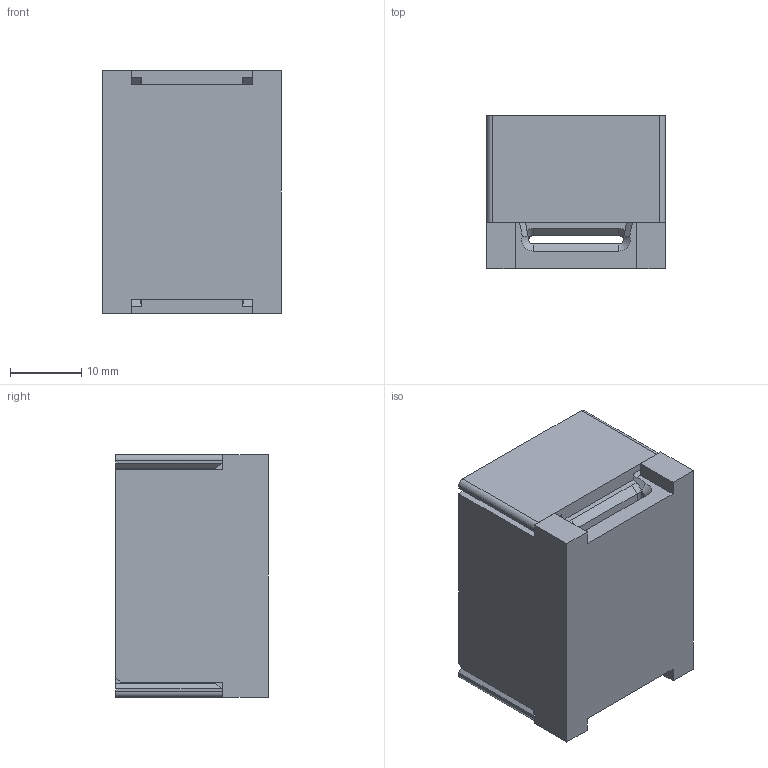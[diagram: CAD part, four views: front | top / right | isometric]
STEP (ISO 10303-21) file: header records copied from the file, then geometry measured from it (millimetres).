
FILE_DESCRIPTION(('FreeCAD Model'),'2;1');
FILE_NAME('Open CASCADE Shape Model','2025-02-24T21:09:35',(''),(''), 'Open CASCADE STEP processor 7.8','FreeCAD','Unknown');
FILE_SCHEMA(('AUTOMOTIVE_DESIGN { 1 0 10303 214 1 1 1 1 }'));
Length unit declared in the file: millimetre
Products named in the file (3): Cable_Splitter; Upper Cable Block; Lower Cable Block
Assembly tree (2 placements, depth 2):
  Cable_Splitter
    Upper Cable Block
    Lower Cable Block
Bounding box: 25 x 21.4 x 34 mm (x, y, z)
Volume: 16461.1 mm3; surface area: 9438.3 mm2
Topology: 2 solids, 2 shells, 116 faces, 319 edges, 210 vertices
Faces by surface type: plane 86, bspline 12, cylinder 10, cone 8
Entity records: 3733 total; most frequent: CARTESIAN_POINT 784, ORIENTED_EDGE 638, DIRECTION 529, EDGE_CURVE 319, LINE 243, VECTOR 243, VERTEX_POINT 210, AXIS2_PLACEMENT_3D 143
